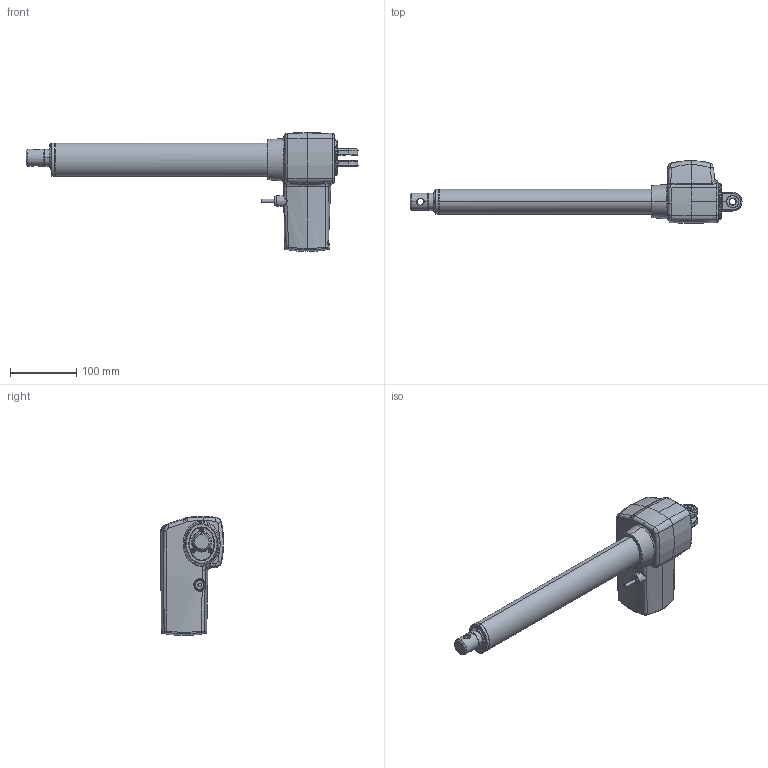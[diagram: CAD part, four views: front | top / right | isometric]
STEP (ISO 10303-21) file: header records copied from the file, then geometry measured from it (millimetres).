
FILE_DESCRIPTION (( 'STEP AP203' ), '1' );
FILE_NAME ('TA36.STEP', '2017-06-09T04:30:45', ( '' ), ( '' ), 'SwSTEP 2.0', 'SolidWorks 2015', '' );
FILE_SCHEMA (( 'CONFIG_CONTROL_DESIGN' ));
Length unit declared in the file: millimetre
Products named in the file (1): TA36
Bounding box: 499.5 x 94.53 x 179 mm (x, y, z)
Volume: 1923736.9 mm3; surface area: 230035.4 mm2
Topology: 3 solids, 3 shells, 550 faces, 1423 edges, 886 vertices
Faces by surface type: bspline 189, plane 159, cylinder 131, cone 71
Entity records: 40183 total; most frequent: CARTESIAN_POINT 28132, ORIENTED_EDGE 2818, DIRECTION 2135, EDGE_CURVE 1409, VERTEX_POINT 886, AXIS2_PLACEMENT_3D 807, EDGE_LOOP 579, FACE_OUTER_BOUND 550
